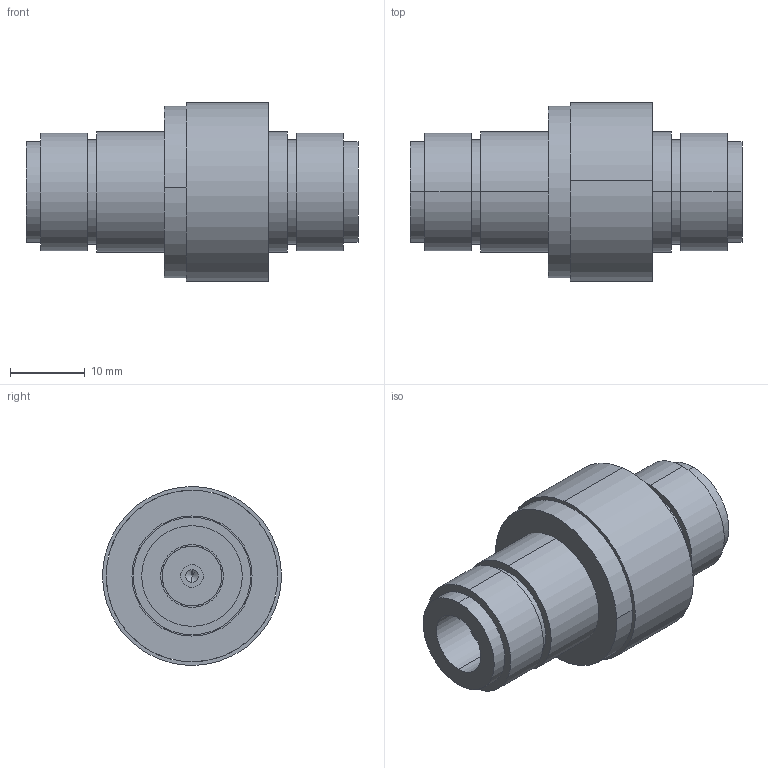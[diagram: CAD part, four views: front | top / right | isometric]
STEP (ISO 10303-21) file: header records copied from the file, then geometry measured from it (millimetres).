
FILE_DESCRIPTION (( 'STEP AP214' ), '1' );
FILE_NAME ('242-NDF50.STEP', '2014-07-24T10:34:00', ( '' ), ( '' ), 'SwSTEP 2.0', 'SolidWorks 2014', '' );
FILE_SCHEMA (( 'AUTOMOTIVE_DESIGN' ));
Length unit declared in the file: millimetre
Products named in the file (6): 9242-NDF50-1; 242-NDF50; 9242-NDF50-5; 9242-NDF50-4; 9242-NDF50-3; 9242-NDF50-2
Assembly tree (5 placements, depth 2):
  242-NDF50
    9242-NDF50-1
    9242-NDF50-2
    9242-NDF50-3
    9242-NDF50-4
    9242-NDF50-5
Bounding box: 44.5 x 23.97 x 23.97 mm (x, y, z)
Volume: 8572.1 mm3; surface area: 7574.3 mm2
Topology: 5 solids, 5 shells, 60 faces, 122 edges, 78 vertices
Faces by surface type: cylinder 38, plane 18, cone 4
Entity records: 1840 total; most frequent: DIRECTION 330, CARTESIAN_POINT 264, ORIENTED_EDGE 236, AXIS2_PLACEMENT_3D 144, EDGE_CURVE 118, VERTEX_POINT 78, EDGE_LOOP 78, CIRCLE 76
